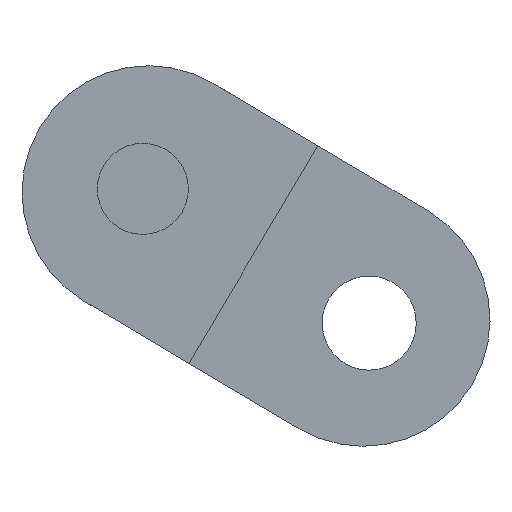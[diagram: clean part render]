
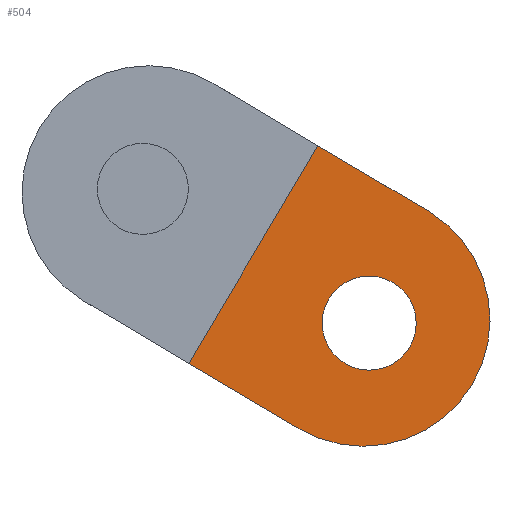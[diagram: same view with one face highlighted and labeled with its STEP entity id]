
A CAD part, front view. The second image highlights one B-rep face of the part: STEP entity #504.
In plain terms, the highlighted planar face has unit normal (0, -1, 0).
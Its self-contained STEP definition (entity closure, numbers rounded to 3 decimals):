
#45=LINE('',#796,#97);
#46=LINE('',#797,#98);
#47=LINE('',#798,#99);
#97=VECTOR('',#648,12.5);
#98=VECTOR('',#649,6.325);
#99=VECTOR('',#650,6.325);
#126=FACE_BOUND('',#187,.T.);
#152=FACE_OUTER_BOUND('',#186,.T.);
#186=EDGE_LOOP('',(#389,#390,#391,#392));
#187=EDGE_LOOP('',(#393));
#207=CIRCLE('',#526,2.325);
#212=CIRCLE('',#537,6.25);
#223=VERTEX_POINT('',#714);
#241=VERTEX_POINT('',#756);
#242=VERTEX_POINT('',#758);
#253=VERTEX_POINT('',#794);
#254=VERTEX_POINT('',#795);
#271=EDGE_CURVE('',#223,#223,#207,.T.);
#290=EDGE_CURVE('',#241,#242,#212,.T.);
#309=EDGE_CURVE('',#253,#254,#45,.T.);
#310=EDGE_CURVE('',#242,#254,#46,.T.);
#311=EDGE_CURVE('',#253,#241,#47,.T.);
#389=ORIENTED_EDGE('',*,*,#309,.T.);
#390=ORIENTED_EDGE('',*,*,#310,.F.);
#391=ORIENTED_EDGE('',*,*,#290,.F.);
#392=ORIENTED_EDGE('',*,*,#311,.F.);
#393=ORIENTED_EDGE('',*,*,#271,.T.);
#479=PLANE('',#545);
#504=ADVANCED_FACE('',(#152,#126),#479,.F.);
#526=AXIS2_PLACEMENT_3D('',#715,#578,#579);
#537=AXIS2_PLACEMENT_3D('',#759,#614,#615);
#545=AXIS2_PLACEMENT_3D('',#793,#646,#647);
#578=DIRECTION('center_axis',(0.,1.,0.));
#579=DIRECTION('ref_axis',(-0.86,0.,0.51));
#614=DIRECTION('center_axis',(0.,1.,0.));
#615=DIRECTION('ref_axis',(0.86,0.,-0.51));
#646=DIRECTION('center_axis',(0.,1.,0.));
#647=DIRECTION('ref_axis',(0.,0.,1.));
#648=DIRECTION('',(-0.51,0.,-0.86));
#649=DIRECTION('',(-0.86,0.,0.51));
#650=DIRECTION('',(0.86,0.,-0.51));
#714=CARTESIAN_POINT('',(-75.952,-3.,-2.308));
#715=CARTESIAN_POINT('Origin',(-77.952,-3.,-1.122));
#756=CARTESIAN_POINT('',(-75.043,-3.,4.42));
#758=CARTESIAN_POINT('',(-81.419,-3.,-6.331));
#759=CARTESIAN_POINT('Origin',(-78.231,-3.,-0.956));
#793=CARTESIAN_POINT('Origin',(-83.542,-3.,2.194));
#794=CARTESIAN_POINT('',(-80.483,-3.,7.646));
#795=CARTESIAN_POINT('',(-86.859,-3.,-3.105));
#796=CARTESIAN_POINT('',(-80.483,-3.,7.646));
#797=CARTESIAN_POINT('',(-81.419,-3.,-6.331));
#798=CARTESIAN_POINT('',(-80.483,-3.,7.646));
